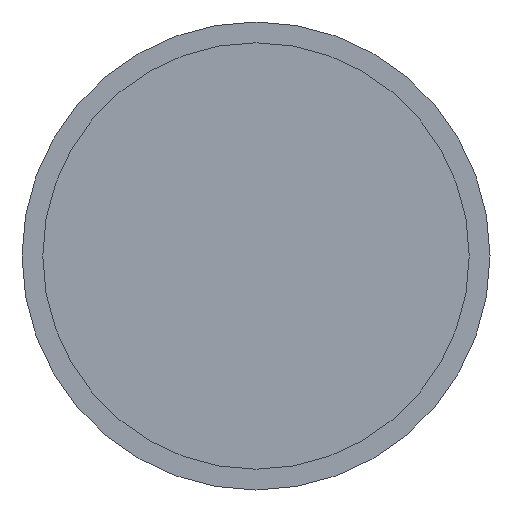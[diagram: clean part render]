
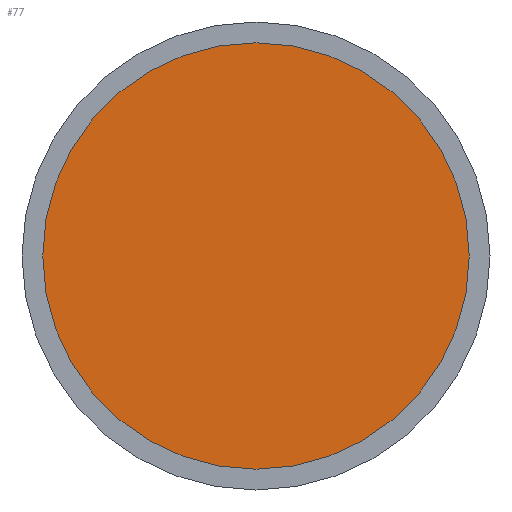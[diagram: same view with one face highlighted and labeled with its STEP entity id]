
A CAD part, front view. The second image highlights one B-rep face of the part: STEP entity #77.
In plain terms, the highlighted planar face has unit normal (0, -1, 0).
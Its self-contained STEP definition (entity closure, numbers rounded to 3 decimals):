
#17=PLANE('',#101);
#28=FACE_OUTER_BOUND('',#34,.T.);
#34=EDGE_LOOP('',(#66));
#42=CIRCLE('',#102,20.5);
#47=VERTEX_POINT('',#147);
#54=EDGE_CURVE('',#47,#47,#42,.T.);
#66=ORIENTED_EDGE('',*,*,#54,.F.);
#77=ADVANCED_FACE('',(#28),#17,.T.);
#101=AXIS2_PLACEMENT_3D('',#146,#123,#124);
#102=AXIS2_PLACEMENT_3D('',#148,#125,#126);
#123=DIRECTION('center_axis',(0.,-1.,0.));
#124=DIRECTION('ref_axis',(0.,0.,-1.));
#125=DIRECTION('center_axis',(0.,1.,0.));
#126=DIRECTION('ref_axis',(1.,0.,0.));
#146=CARTESIAN_POINT('Origin',(0.,30.,20.5));
#147=CARTESIAN_POINT('',(0.,30.,-20.5));
#148=CARTESIAN_POINT('Origin',(0.,30.,0.));
